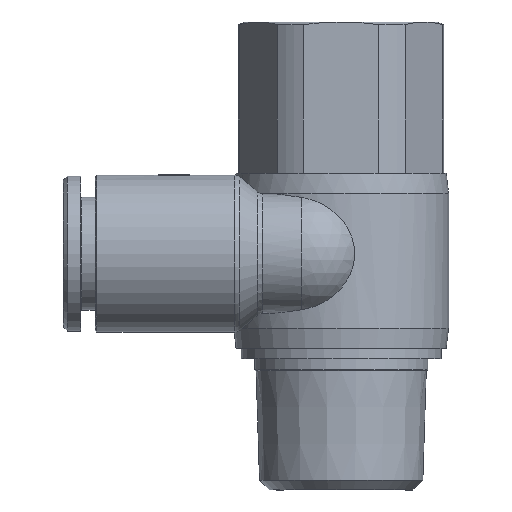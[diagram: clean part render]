
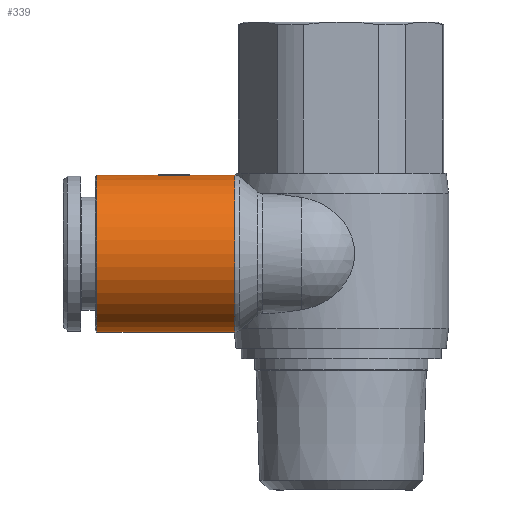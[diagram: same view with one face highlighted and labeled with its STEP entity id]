
A CAD part, left-side view. The second image highlights one B-rep face of the part: STEP entity #339.
In plain terms, the highlighted cylindrical face has radius 9.85 mm (diameter 19.7 mm), a partial arc.
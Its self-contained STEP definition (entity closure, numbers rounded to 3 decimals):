
#264=CARTESIAN_POINT('',(-11.,0.,0.));
#265=DIRECTION('',(1.0,0.,0.));
#266=DIRECTION('',(0.,0.,1.0));
#267=AXIS2_PLACEMENT_3D('',#264,#265,#266);
#268=CYLINDRICAL_SURFACE('',#267,9.85);
#269=CARTESIAN_POINT('',(-20.7,0.,9.85));
#270=VERTEX_POINT('',#269);
#271=CARTESIAN_POINT('',(-13.,0.,9.85));
#272=VERTEX_POINT('',#271);
#273=CARTESIAN_POINT('',(-20.7,0.,9.85));
#274=DIRECTION('',(1.0,0.0,0.0));
#275=VECTOR('',#274,7.7);
#276=LINE('',#273,#275);
#277=EDGE_CURVE('',#270,#272,#276,.T.);
#278=ORIENTED_EDGE('',*,*,#277,.F.);
#279=CARTESIAN_POINT('',(-20.7,0.,-9.85));
#280=VERTEX_POINT('',#279);
#281=CARTESIAN_POINT('',(-20.7,0.,0.));
#282=DIRECTION('',(-1.0,0.0,0.0));
#283=DIRECTION('',(0.0,0.0,1.0));
#284=AXIS2_PLACEMENT_3D('',#281,#282,#283);
#285=CIRCLE('',#284,9.85);
#286=EDGE_CURVE('',#280,#270,#285,.T.);
#287=ORIENTED_EDGE('',*,*,#286,.F.);
#288=CARTESIAN_POINT('',(-3.364,0.,-9.85));
#289=VERTEX_POINT('',#288);
#290=CARTESIAN_POINT('',(-3.364,0.,-9.85));
#291=DIRECTION('',(-1.0,0.0,0.0));
#292=VECTOR('',#291,17.336);
#293=LINE('',#290,#292);
#294=EDGE_CURVE('',#289,#280,#293,.T.);
#295=ORIENTED_EDGE('',*,*,#294,.F.);
#296=CARTESIAN_POINT('',(-3.364,0.,9.85));
#297=VERTEX_POINT('',#296);
#298=CARTESIAN_POINT('',(-3.364,0.,0.));
#299=DIRECTION('',(1.0,0.0,0.0));
#300=DIRECTION('',(0.0,-1.0,0.));
#301=AXIS2_PLACEMENT_3D('',#298,#299,#300);
#302=CIRCLE('',#301,9.85);
#303=EDGE_CURVE('',#297,#289,#302,.T.);
#304=ORIENTED_EDGE('',*,*,#303,.F.);
#305=CARTESIAN_POINT('',(-9.,0.,9.85));
#306=VERTEX_POINT('',#305);
#307=CARTESIAN_POINT('',(-9.,0.,9.85));
#308=DIRECTION('',(1.0,0.0,0.0));
#309=VECTOR('',#308,5.636);
#310=LINE('',#307,#309);
#311=EDGE_CURVE('',#306,#297,#310,.T.);
#312=ORIENTED_EDGE('',*,*,#311,.F.);
#313=CARTESIAN_POINT('',(-9.,-0.75,9.821));
#314=VERTEX_POINT('',#313);
#315=CARTESIAN_POINT('',(-9.,0.,0.));
#316=DIRECTION('',(1.0,0.,0.));
#317=DIRECTION('',(0.,0.,1.0));
#318=AXIS2_PLACEMENT_3D('',#315,#316,#317);
#319=CIRCLE('',#318,9.85);
#320=EDGE_CURVE('',#306,#314,#319,.T.);
#321=ORIENTED_EDGE('',*,*,#320,.T.);
#322=CARTESIAN_POINT('',(-13.,-0.75,9.821));
#323=VERTEX_POINT('',#322);
#324=CARTESIAN_POINT('',(-9.,-0.75,9.821));
#325=DIRECTION('',(-1.0,0.0,0.0));
#326=VECTOR('',#325,4.0);
#327=LINE('',#324,#326);
#328=EDGE_CURVE('',#314,#323,#327,.T.);
#329=ORIENTED_EDGE('',*,*,#328,.T.);
#330=CARTESIAN_POINT('',(-13.,0.,0.));
#331=DIRECTION('',(-1.0,0.,0.));
#332=DIRECTION('',(0.,0.,1.0));
#333=AXIS2_PLACEMENT_3D('',#330,#331,#332);
#334=CIRCLE('',#333,9.85);
#335=EDGE_CURVE('',#323,#272,#334,.T.);
#336=ORIENTED_EDGE('',*,*,#335,.T.);
#337=EDGE_LOOP('',(#278,#287,#295,#304,#312,#321,#329,#336));
#338=FACE_OUTER_BOUND('',#337,.T.);
#339=ADVANCED_FACE('',(#338),#268,.T.);
